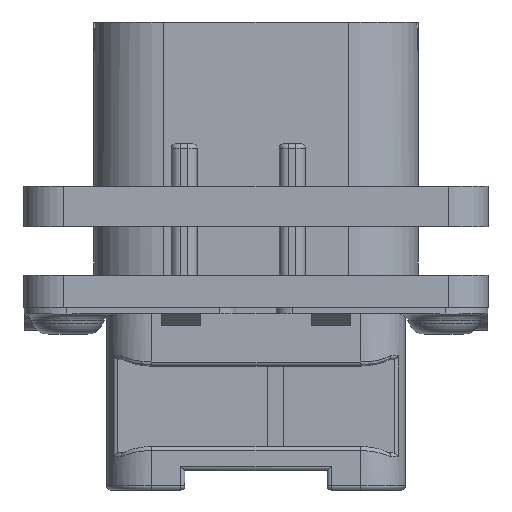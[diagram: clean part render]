
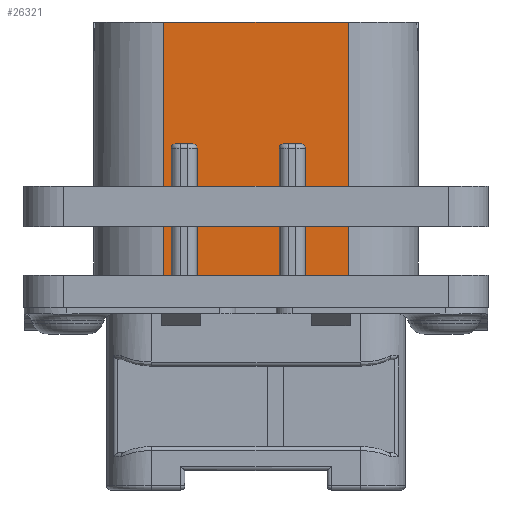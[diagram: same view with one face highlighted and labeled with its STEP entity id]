
A CAD part, front view. The second image highlights one B-rep face of the part: STEP entity #26321.
In plain terms, the highlighted planar face has unit normal (0, -1, 0).
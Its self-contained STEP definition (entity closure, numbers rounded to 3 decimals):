
#1218=DIRECTION('',(1.,0.,0.));
#1219=VECTOR('',#1218,11.4);
#1220=CARTESIAN_POINT('',(-5.7,-9.,17.67));
#1221=LINE('',#1220,#1219);
#1437=DIRECTION('',(0.,0.,1.));
#1438=VECTOR('',#1437,7.87);
#1439=CARTESIAN_POINT('',(-3.65,-9.,2.));
#1440=LINE('',#1439,#1438);
#1441=DIRECTION('',(1.,0.,0.));
#1442=VECTOR('',#1441,1.1);
#1443=CARTESIAN_POINT('',(-5.,-9.,10.12));
#1444=LINE('',#1443,#1442);
#1445=DIRECTION('',(0.,0.,1.));
#1446=VECTOR('',#1445,7.87);
#1447=CARTESIAN_POINT('',(-5.25,-9.,2.));
#1448=LINE('',#1447,#1446);
#1449=DIRECTION('',(0.,0.,-1.));
#1450=VECTOR('',#1449,15.67);
#1451=CARTESIAN_POINT('',(-5.7,-9.,17.67));
#1452=LINE('',#1451,#1450);
#1453=DIRECTION('',(0.,0.,-1.));
#1454=VECTOR('',#1453,15.67);
#1455=CARTESIAN_POINT('',(5.7,-9.,17.67));
#1456=LINE('',#1455,#1454);
#1457=DIRECTION('',(0.,0.,1.));
#1458=VECTOR('',#1457,7.87);
#1459=CARTESIAN_POINT('',(3.04,-9.,2.));
#1460=LINE('',#1459,#1458);
#1461=DIRECTION('',(1.,0.,0.));
#1462=VECTOR('',#1461,1.1);
#1463=CARTESIAN_POINT('',(1.69,-9.,10.12));
#1464=LINE('',#1463,#1462);
#1465=DIRECTION('',(0.,0.,1.));
#1466=VECTOR('',#1465,7.87);
#1467=CARTESIAN_POINT('',(1.44,-9.,2.));
#1468=LINE('',#1467,#1466);
#1482=CARTESIAN_POINT('',(-3.9,-9.,9.87));
#1483=DIRECTION('',(0.,1.,0.));
#1484=DIRECTION('',(0.,0.,1.));
#1485=AXIS2_PLACEMENT_3D('',#1482,#1483,#1484);
#1565=DIRECTION('',(1.,0.,0.));
#1566=VECTOR('',#1565,5.09);
#1567=CARTESIAN_POINT('',(-3.65,-9.,2.));
#1568=LINE('',#1567,#1566);
#1581=CARTESIAN_POINT('',(1.69,-9.,9.87));
#1582=DIRECTION('',(0.,1.,0.));
#1583=DIRECTION('',(-1.,0.,0.));
#1584=AXIS2_PLACEMENT_3D('',#1581,#1582,#1583);
#1613=CARTESIAN_POINT('',(2.79,-9.,9.87));
#1614=DIRECTION('',(0.,1.,0.));
#1615=DIRECTION('',(0.,0.,1.));
#1616=AXIS2_PLACEMENT_3D('',#1613,#1614,#1615);
#1656=DIRECTION('',(1.,0.,0.));
#1657=VECTOR('',#1656,2.66);
#1658=CARTESIAN_POINT('',(3.04,-9.,2.));
#1659=LINE('',#1658,#1657);
#1879=DIRECTION('',(1.,0.,0.));
#1880=VECTOR('',#1879,0.45);
#1881=CARTESIAN_POINT('',(-5.7,-9.,2.));
#1882=LINE('',#1881,#1880);
#1891=CARTESIAN_POINT('',(-5.,-9.,9.87));
#1892=DIRECTION('',(0.,1.,0.));
#1893=DIRECTION('',(-1.,0.,0.));
#1894=AXIS2_PLACEMENT_3D('',#1891,#1892,#1893);
#20989=CARTESIAN_POINT('',(-5.7,-9.,17.67));
#20990=CARTESIAN_POINT('',(-5.7,-9.,2.));
#20991=VERTEX_POINT('',#20989);
#20992=VERTEX_POINT('',#20990);
#20993=CARTESIAN_POINT('',(5.7,-9.,17.67));
#20994=CARTESIAN_POINT('',(5.7,-9.,2.));
#20995=VERTEX_POINT('',#20993);
#20996=VERTEX_POINT('',#20994);
#22978=CARTESIAN_POINT('',(-5.25,-9.,2.));
#22979=VERTEX_POINT('',#22978);
#22980=CARTESIAN_POINT('',(-3.65,-9.,2.));
#22981=CARTESIAN_POINT('',(1.44,-9.,2.));
#22982=VERTEX_POINT('',#22980);
#22983=VERTEX_POINT('',#22981);
#22984=CARTESIAN_POINT('',(3.04,-9.,2.));
#22985=VERTEX_POINT('',#22984);
#23023=CARTESIAN_POINT('',(-3.65,-9.,9.87));
#23025=VERTEX_POINT('',#23023);
#23027=CARTESIAN_POINT('',(-3.9,-9.,10.12));
#23029=VERTEX_POINT('',#23027);
#23042=CARTESIAN_POINT('',(-5.,-9.,10.12));
#23043=VERTEX_POINT('',#23042);
#23044=CARTESIAN_POINT('',(-5.25,-9.,9.87));
#23045=VERTEX_POINT('',#23044);
#23047=CARTESIAN_POINT('',(3.04,-9.,9.87));
#23049=VERTEX_POINT('',#23047);
#23051=CARTESIAN_POINT('',(2.79,-9.,10.12));
#23053=VERTEX_POINT('',#23051);
#23066=CARTESIAN_POINT('',(1.69,-9.,10.12));
#23067=VERTEX_POINT('',#23066);
#23068=CARTESIAN_POINT('',(1.44,-9.,9.87));
#23069=VERTEX_POINT('',#23068);
#26284=CARTESIAN_POINT('',(-10.05,-9.,2.));
#26285=DIRECTION('',(0.,-1.,0.));
#26286=DIRECTION('',(1.,0.,0.));
#26287=AXIS2_PLACEMENT_3D('',#26284,#26285,#26286);
#26288=PLANE('',#26287);
#26290=ORIENTED_EDGE('',*,*,#26289,.T.);
#26292=ORIENTED_EDGE('',*,*,#26291,.F.);
#26294=ORIENTED_EDGE('',*,*,#26293,.F.);
#26296=ORIENTED_EDGE('',*,*,#26295,.F.);
#26298=ORIENTED_EDGE('',*,*,#26297,.F.);
#26300=ORIENTED_EDGE('',*,*,#26299,.F.);
#26302=ORIENTED_EDGE('',*,*,#26301,.F.);
#26303=ORIENTED_EDGE('',*,*,#26171,.T.);
#26304=ORIENTED_EDGE('',*,*,#26081,.T.);
#26306=ORIENTED_EDGE('',*,*,#26305,.F.);
#26308=ORIENTED_EDGE('',*,*,#26307,.T.);
#26310=ORIENTED_EDGE('',*,*,#26309,.F.);
#26312=ORIENTED_EDGE('',*,*,#26311,.F.);
#26314=ORIENTED_EDGE('',*,*,#26313,.F.);
#26316=ORIENTED_EDGE('',*,*,#26315,.F.);
#26318=ORIENTED_EDGE('',*,*,#26317,.F.);
#26319=EDGE_LOOP('',(#26290,#26292,#26294,#26296,#26298,#26300,#26302,#26303,
#26304,#26306,#26308,#26310,#26312,#26314,#26316,#26318));
#26320=FACE_OUTER_BOUND('',#26319,.F.);
#26321=ADVANCED_FACE('',(#26320),#26288,.T.);
#1486=CIRCLE('',#1485,0.25);
#1585=CIRCLE('',#1584,0.25);
#1617=CIRCLE('',#1616,0.25);
#1895=CIRCLE('',#1894,0.25);
#26081=EDGE_CURVE('',#20995,#20996,#1456,.T.);
#26171=EDGE_CURVE('',#20991,#20995,#1221,.T.);
#26289=EDGE_CURVE('',#22982,#23025,#1440,.T.);
#26291=EDGE_CURVE('',#23029,#23025,#1486,.T.);
#26293=EDGE_CURVE('',#23043,#23029,#1444,.T.);
#26295=EDGE_CURVE('',#23045,#23043,#1895,.T.);
#26297=EDGE_CURVE('',#22979,#23045,#1448,.T.);
#26299=EDGE_CURVE('',#20992,#22979,#1882,.T.);
#26301=EDGE_CURVE('',#20991,#20992,#1452,.T.);
#26305=EDGE_CURVE('',#22985,#20996,#1659,.T.);
#26307=EDGE_CURVE('',#22985,#23049,#1460,.T.);
#26309=EDGE_CURVE('',#23053,#23049,#1617,.T.);
#26311=EDGE_CURVE('',#23067,#23053,#1464,.T.);
#26313=EDGE_CURVE('',#23069,#23067,#1585,.T.);
#26315=EDGE_CURVE('',#22983,#23069,#1468,.T.);
#26317=EDGE_CURVE('',#22982,#22983,#1568,.T.);
